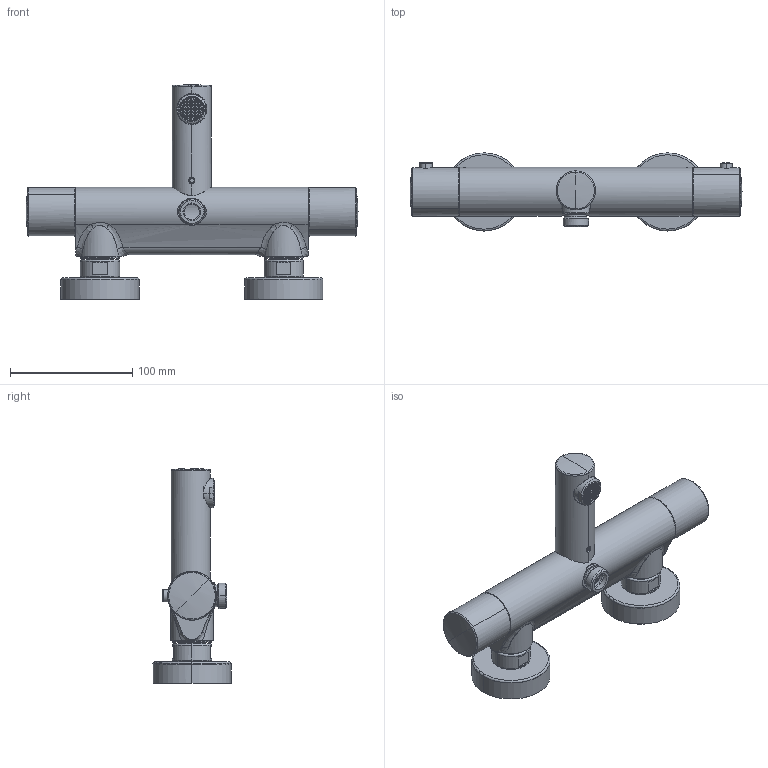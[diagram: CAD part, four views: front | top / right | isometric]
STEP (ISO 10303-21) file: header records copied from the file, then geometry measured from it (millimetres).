
FILE_DESCRIPTION(('CATIA V5 STEP Exchange','CAx-IF Rec.Pracs.--- Model Styling and Organization---1.5--- 2016-08-15','CAx-IF Rec.Pracs.---Supplemental Geometry---1.0---2011-11-01','CAx-IF Rec.Pracs.--- Composite Materials ---3.4---2017-06-13','CAx-IF Rec.Pracs.---Tessellated 3D Geometry---1.0---2015-12-17'),'2;1');
FILE_NAME('SMT23010.stp','2024-06-24T08:39:58+00:00',('none'),('none'),'CATIA Version 5-6 Release 2020 SP2','CATIA V5 STEP AP242 v2','none');
FILE_SCHEMA(('AP242_MANAGED_MODEL_BASED_3D_ENGINEERING_MIM_LF {1 0 10303 442 1 1 4}'));
Length unit declared in the file: millimetre
Products named in the file (1): SMT23010
Bounding box: 271.3 x 63.78 x 175.6 mm (x, y, z)
Volume: 24431.2 mm3; surface area: 96478.4 mm2
Topology: 9 solids, 180 shells, 1194 faces, 3950 edges, 2933 vertices
Faces by surface type: plane 895, cylinder 150, cone 61, torus 58, bspline 20, sphere 10
Entity records: 45465 total; most frequent: CARTESIAN_POINT 14124, ORIENTED_EDGE 6934, DIRECTION 4441, EDGE_CURVE 3934, VERTEX_POINT 2933, VECTOR 2718, LINE 2718, EDGE_LOOP 1498
